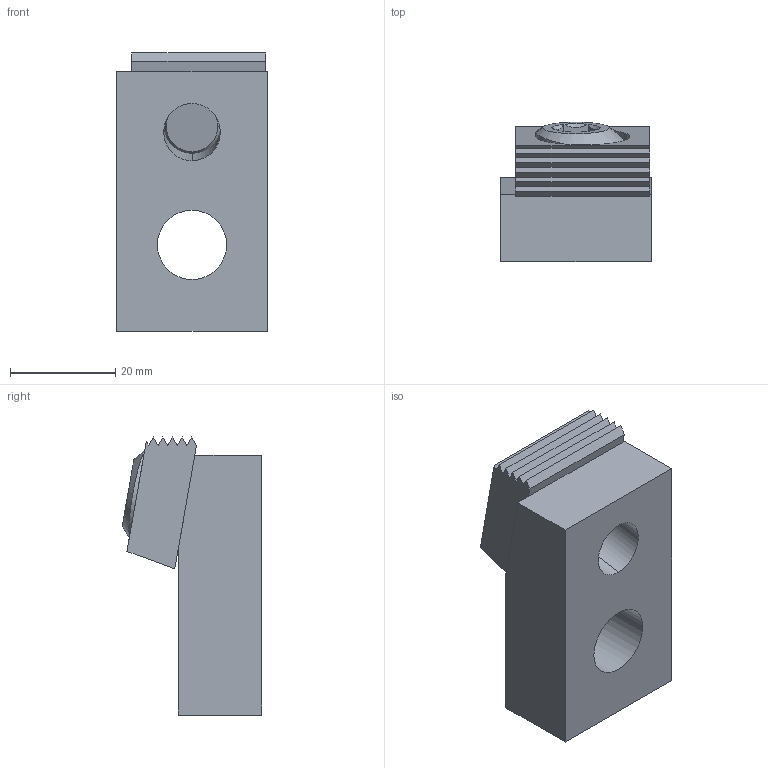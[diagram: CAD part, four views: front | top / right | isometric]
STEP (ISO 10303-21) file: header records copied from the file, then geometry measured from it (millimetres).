
FILE_DESCRIPTION (( 'STEP AP214' ), '1' );
FILE_NAME ('24000.STEP', '2018-04-11T18:09:36', ( 'Mike W' ), ( '' ), 'SwSTEP 2.0', 'SolidWorks 2017', '' );
FILE_SCHEMA (( 'AUTOMOTIVE_DESIGN' ));
Length unit declared in the file: inch
Products named in the file (4): 24000; SW3dPS-54014_24128; SW3dPS-54014_1000; 10372_10372
Assembly tree (3 placements, depth 2):
  24000
    SW3dPS-54014_24128
    SW3dPS-54014_1000
    10372_10372
Bounding box: 28.57 x 26.44 x 52.78 mm (x, y, z)
Volume: 23237.3 mm3; surface area: 10017.1 mm2
Topology: 3 solids, 3 shells, 74 faces, 180 edges, 116 vertices
Faces by surface type: plane 35, cylinder 24, cone 10, bspline 3, sphere 2
Entity records: 4384 total; most frequent: CARTESIAN_POINT 2114, ORIENTED_EDGE 360, DIRECTION 320, EDGE_CURVE 180, VERTEX_POINT 116, AXIS2_PLACEMENT_3D 112, VECTOR 96, LINE 96
